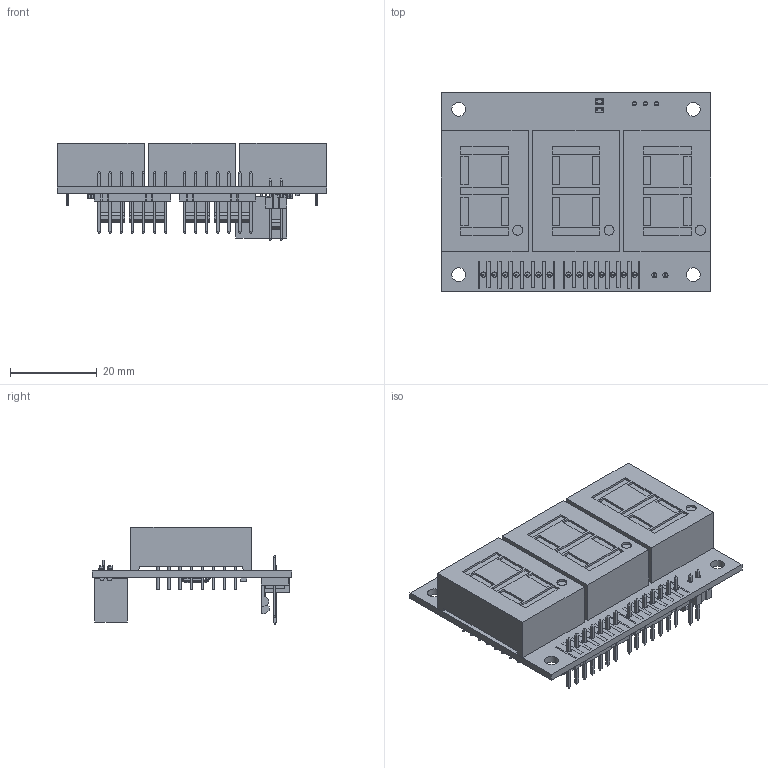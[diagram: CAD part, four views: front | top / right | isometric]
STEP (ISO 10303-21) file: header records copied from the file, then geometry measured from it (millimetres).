
FILE_DESCRIPTION(('KiCad electronic assembly'),'2;1');
FILE_NAME('score.stp','2017-12-11T20:37:19',('An Author'),('A Company'), 'Open CASCADE STEP processor 6.9','KiCad to STEP converter','Unknown' );
FILE_SCHEMA(('AUTOMOTIVE_DESIGN { 1 0 10303 214 1 1 1 1 }'));
Length unit declared in the file: millimetre
Products named in the file (20): Open CASCADE STEP translator 6.9 1; RS_791-7312; SOLID; SW3DPS-CAPACITOR_0805-DEFAULT; SW3DPS-CAPACITOR_0603-DEFAULT; User_Library-led_0805LED0805_red; 022112072; COMPOUND; SW3DPS-RESISTOR_0603-DEFAULT; User_Library-TSSOP-16-1; 022112022; tsr1
Assembly tree (29 placements, depth 3):
  Open CASCADE STEP translator 6.9 1
    RS_791-7312  x3
      SOLID
    SW3DPS-CAPACITOR_0805-DEFAULT  x2
      SOLID
    SW3DPS-CAPACITOR_0603-DEFAULT  x3
      SOLID
    User_Library-led_0805LED0805_red  x2
      SOLID
    022112072  x2
      COMPOUND
    SW3DPS-RESISTOR_0603-DEFAULT  x2
      SOLID
    User_Library-TSSOP-16-1  x3
      SOLID
    022112022
      COMPOUND
    tsr1
      SOLID
    COMPOUND
Bounding box: 62 x 46 x 22.43 mm (x, y, z)
Volume: 21398.2 mm3; surface area: 15719 mm2
Topology: 20 solids, 20 shells, 1763 faces, 4451 edges, 2882 vertices
Faces by surface type: plane 1371, cylinder 384, sphere 8
Full cylindrical faces by diameter (mm): 0.762 x39, 1.001 x3, 1.199 x16, 3.2 x4
Entity records: 52889 total; most frequent: CARTESIAN_POINT 9724, DIRECTION 7683, LINE 5227, VECTOR 5227, ORIENTED_EDGE 3948, PCURVE 3948, DEFINITIONAL_REPRESENTATION 3948, EDGE_CURVE 1974
